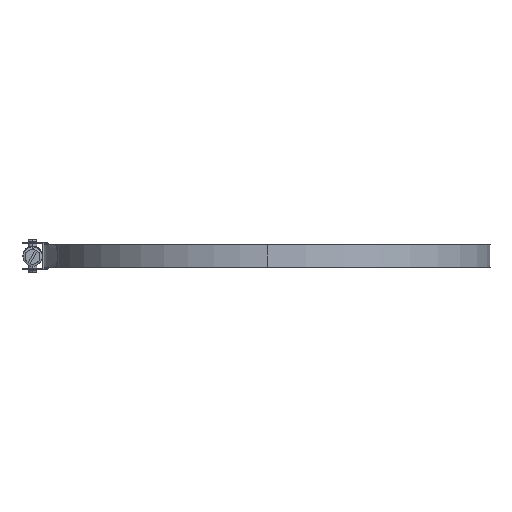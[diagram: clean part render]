
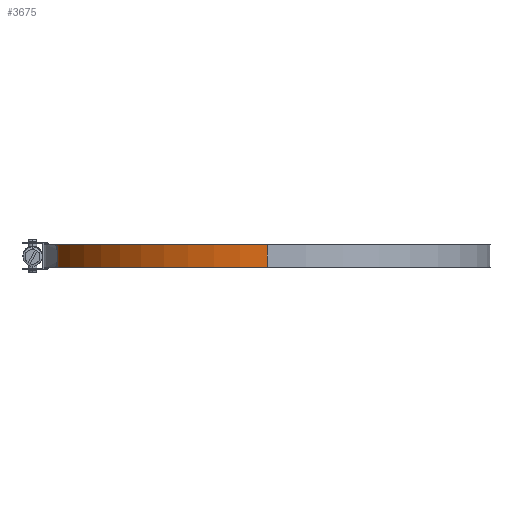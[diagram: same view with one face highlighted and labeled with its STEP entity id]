
A CAD part, left-side view. The second image highlights one B-rep face of the part: STEP entity #3675.
In plain terms, the highlighted cylindrical face has radius 127.53 mm (diameter 255.06 mm), a partial arc.
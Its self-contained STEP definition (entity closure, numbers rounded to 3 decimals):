
#127 = EDGE_CURVE ( 'NONE', #5914, #10327, #6918, .T. ) ;
#152 = ORIENTED_EDGE ( 'NONE', *, *, #7541, .T. ) ;
#345 = CARTESIAN_POINT ( 'NONE',  ( 0., 127.53, 6.35 ) ) ;
#392 = ORIENTED_EDGE ( 'NONE', *, *, #6302, .T. ) ;
#1157 = LINE ( 'NONE', #11433, #2306 ) ;
#1289 = ORIENTED_EDGE ( 'NONE', *, *, #127, .F. ) ;
#2008 = EDGE_LOOP ( 'NONE', ( #1289, #11780, #392, #152 ) ) ;
#2306 = VECTOR ( 'NONE', #8432, 1000. ) ;
#2767 = VECTOR ( 'NONE', #12887, 1000. ) ;
#2965 = CIRCLE ( 'NONE', #6398, 127.53 ) ;
#3176 = AXIS2_PLACEMENT_3D ( 'NONE', #9325, #3187, #4125 ) ;
#3187 = DIRECTION ( 'NONE',  ( 0., 0., 1. ) ) ;
#3675 = ADVANCED_FACE ( 'NONE', ( #12734 ), #9451, .T. ) ;
#3799 = CARTESIAN_POINT ( 'NONE',  ( -127.53, 0., 6.35 ) ) ;
#4125 = DIRECTION ( 'NONE',  ( 1., 0., 0. ) ) ;
#4191 = DIRECTION ( 'NONE',  ( 0., 0., 1. ) ) ;
#4257 = DIRECTION ( 'NONE',  ( 0., 0., -1. ) ) ;
#4324 = DIRECTION ( 'NONE',  ( 1., 0., 0. ) ) ;
#5914 = VERTEX_POINT ( 'NONE', #8521 ) ;
#6302 = EDGE_CURVE ( 'NONE', #10838, #9921, #1157, .T. ) ;
#6398 = AXIS2_PLACEMENT_3D ( 'NONE', #13454, #4191, #4324 ) ;
#6617 = CIRCLE ( 'NONE', #3176, 127.53 ) ;
#6918 = LINE ( 'NONE', #3799, #2767 ) ;
#7529 = EDGE_CURVE ( 'NONE', #10838, #5914, #2965, .T. ) ;
#7541 = EDGE_CURVE ( 'NONE', #9921, #10327, #6617, .T. ) ;
#8271 = CARTESIAN_POINT ( 'NONE',  ( 0., 0., 6.35 ) ) ;
#8432 = DIRECTION ( 'NONE',  ( 0., 0., -1. ) ) ;
#8521 = CARTESIAN_POINT ( 'NONE',  ( -127.53, 0., 6.35 ) ) ;
#9325 = CARTESIAN_POINT ( 'NONE',  ( 0., 0., -6.35 ) ) ;
#9390 = DIRECTION ( 'NONE',  ( -1., 0., 0. ) ) ;
#9451 = CYLINDRICAL_SURFACE ( 'NONE', #11828, 127.53 ) ;
#9921 = VERTEX_POINT ( 'NONE', #10459 ) ;
#10168 = CARTESIAN_POINT ( 'NONE',  ( -127.53, 0., -6.35 ) ) ;
#10327 = VERTEX_POINT ( 'NONE', #10168 ) ;
#10459 = CARTESIAN_POINT ( 'NONE',  ( 0., 127.53, -6.35 ) ) ;
#10838 = VERTEX_POINT ( 'NONE', #345 ) ;
#11433 = CARTESIAN_POINT ( 'NONE',  ( 0., 127.53, 6.35 ) ) ;
#11780 = ORIENTED_EDGE ( 'NONE', *, *, #7529, .F. ) ;
#11828 = AXIS2_PLACEMENT_3D ( 'NONE', #8271, #4257, #9390 ) ;
#12734 = FACE_OUTER_BOUND ( 'NONE', #2008, .T. ) ;
#12887 = DIRECTION ( 'NONE',  ( 0., 0., -1. ) ) ;
#13454 = CARTESIAN_POINT ( 'NONE',  ( 0., 0., 6.35 ) ) ;
